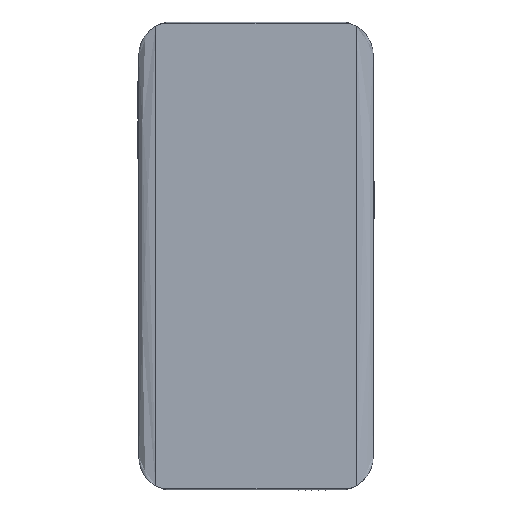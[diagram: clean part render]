
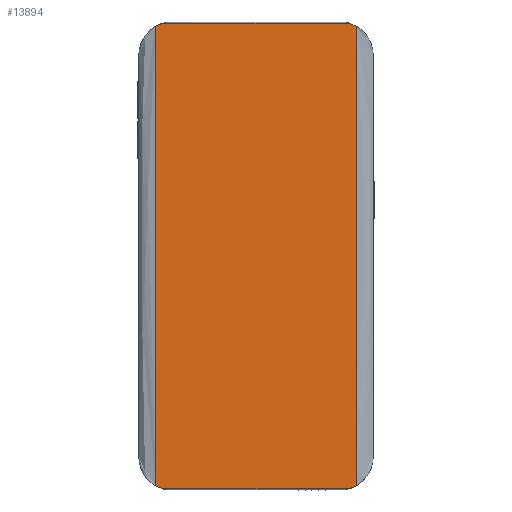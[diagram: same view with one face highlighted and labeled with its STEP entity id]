
A CAD part, top view. The second image highlights one B-rep face of the part: STEP entity #13894.
In plain terms, the highlighted planar face has unit normal (0, 0, 1).
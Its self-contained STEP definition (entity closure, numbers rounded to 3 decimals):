
#429 = DIRECTION ( 'NONE',  ( 1., 0., 0. ) ) ;
#559 = ORIENTED_EDGE ( 'NONE', *, *, #2409, .T. ) ;
#904 = CARTESIAN_POINT ( 'NONE',  ( 35., -69.585, 7. ) ) ;
#1078 = EDGE_CURVE ( 'NONE', #6773, #4845, #1794, .T. ) ;
#1289 = VECTOR ( 'NONE', #3291, 1000. ) ;
#1794 = LINE ( 'NONE', #6369, #1289 ) ;
#1830 = CARTESIAN_POINT ( 'NONE',  ( 25., -60., 7. ) ) ;
#1970 = CIRCLE ( 'NONE', #7171, 10. ) ;
#2409 = EDGE_CURVE ( 'NONE', #4150, #6865, #11207, .T. ) ;
#2472 = LINE ( 'NONE', #904, #8416 ) ;
#2520 = ORIENTED_EDGE ( 'NONE', *, *, #7782, .T. ) ;
#2830 = ORIENTED_EDGE ( 'NONE', *, *, #12930, .F. ) ;
#2889 = VECTOR ( 'NONE', #8800, 1000. ) ;
#2904 = DIRECTION ( 'NONE',  ( 1., 0., 0. ) ) ;
#2989 = DIRECTION ( 'NONE',  ( 0., 0., 1. ) ) ;
#3090 = CARTESIAN_POINT ( 'NONE',  ( -30., 68.66, 7. ) ) ;
#3268 = DIRECTION ( 'NONE',  ( 1., 0., 0. ) ) ;
#3291 = DIRECTION ( 'NONE',  ( 0., -1., 0. ) ) ;
#3547 = CARTESIAN_POINT ( 'NONE',  ( 25., 60., 7. ) ) ;
#3615 = CARTESIAN_POINT ( 'NONE',  ( -30., -68.66, 7. ) ) ;
#3928 = AXIS2_PLACEMENT_3D ( 'NONE', #5818, #4663, #9121 ) ;
#4145 = FACE_OUTER_BOUND ( 'NONE', #7258, .T. ) ;
#4150 = VERTEX_POINT ( 'NONE', #10986 ) ;
#4378 = AXIS2_PLACEMENT_3D ( 'NONE', #5160, #2989, #7235 ) ;
#4663 = DIRECTION ( 'NONE',  ( 0., 0., 1. ) ) ;
#4845 = VERTEX_POINT ( 'NONE', #5817 ) ;
#4956 = ORIENTED_EDGE ( 'NONE', *, *, #7096, .T. ) ;
#5026 = VECTOR ( 'NONE', #8379, 1000. ) ;
#5160 = CARTESIAN_POINT ( 'NONE',  ( 0., 0., 7. ) ) ;
#5644 = CIRCLE ( 'NONE', #11769, 10. ) ;
#5689 = VERTEX_POINT ( 'NONE', #3090 ) ;
#5817 = CARTESIAN_POINT ( 'NONE',  ( 30., -68.66, 7. ) ) ;
#5818 = CARTESIAN_POINT ( 'NONE',  ( -25., -60., 7. ) ) ;
#5926 = EDGE_CURVE ( 'NONE', #8894, #4845, #1970, .T. ) ;
#6071 = VERTEX_POINT ( 'NONE', #8598 ) ;
#6369 = CARTESIAN_POINT ( 'NONE',  ( 30., 70., 7. ) ) ;
#6539 = CARTESIAN_POINT ( 'NONE',  ( 27.851, -69.585, 7. ) ) ;
#6773 = VERTEX_POINT ( 'NONE', #13768 ) ;
#6865 = VERTEX_POINT ( 'NONE', #11002 ) ;
#7011 = EDGE_CURVE ( 'NONE', #6773, #4150, #13368, .T. ) ;
#7096 = EDGE_CURVE ( 'NONE', #8043, #6071, #9622, .T. ) ;
#7171 = AXIS2_PLACEMENT_3D ( 'NONE', #1830, #11501, #2904 ) ;
#7235 = DIRECTION ( 'NONE',  ( 1., 0., 0. ) ) ;
#7258 = EDGE_LOOP ( 'NONE', ( #2830, #11412, #10692, #10527, #559, #13098, #2520, #4956 ) ) ;
#7782 = EDGE_CURVE ( 'NONE', #5689, #8043, #10451, .T. ) ;
#8043 = VERTEX_POINT ( 'NONE', #3615 ) ;
#8073 = DIRECTION ( 'NONE',  ( 0., 0., 1. ) ) ;
#8349 = DIRECTION ( 'NONE',  ( -1., 0., 0. ) ) ;
#8379 = DIRECTION ( 'NONE',  ( 0., -1., 0. ) ) ;
#8416 = VECTOR ( 'NONE', #8349, 1000. ) ;
#8593 = CARTESIAN_POINT ( 'NONE',  ( -25., 60., 7. ) ) ;
#8598 = CARTESIAN_POINT ( 'NONE',  ( -27.851, -69.585, 7. ) ) ;
#8800 = DIRECTION ( 'NONE',  ( -1., 0., 0. ) ) ;
#8809 = EDGE_CURVE ( 'NONE', #6865, #5689, #5644, .T. ) ;
#8894 = VERTEX_POINT ( 'NONE', #6539 ) ;
#9121 = DIRECTION ( 'NONE',  ( 1., 0., 0. ) ) ;
#9622 = CIRCLE ( 'NONE', #3928, 10. ) ;
#9977 = CARTESIAN_POINT ( 'NONE',  ( 35., 69.585, 7. ) ) ;
#10451 = LINE ( 'NONE', #12735, #5026 ) ;
#10527 = ORIENTED_EDGE ( 'NONE', *, *, #7011, .T. ) ;
#10692 = ORIENTED_EDGE ( 'NONE', *, *, #1078, .F. ) ;
#10986 = CARTESIAN_POINT ( 'NONE',  ( 27.851, 69.585, 7. ) ) ;
#11002 = CARTESIAN_POINT ( 'NONE',  ( -27.851, 69.585, 7. ) ) ;
#11207 = LINE ( 'NONE', #9977, #2889 ) ;
#11301 = AXIS2_PLACEMENT_3D ( 'NONE', #3547, #8073, #429 ) ;
#11412 = ORIENTED_EDGE ( 'NONE', *, *, #5926, .T. ) ;
#11501 = DIRECTION ( 'NONE',  ( 0., 0., 1. ) ) ;
#11760 = PLANE ( 'NONE',  #4378 ) ;
#11769 = AXIS2_PLACEMENT_3D ( 'NONE', #8593, #12895, #3268 ) ;
#12735 = CARTESIAN_POINT ( 'NONE',  ( -30., 70., 7. ) ) ;
#12895 = DIRECTION ( 'NONE',  ( 0., 0., 1. ) ) ;
#12930 = EDGE_CURVE ( 'NONE', #8894, #6071, #2472, .T. ) ;
#13098 = ORIENTED_EDGE ( 'NONE', *, *, #8809, .T. ) ;
#13368 = CIRCLE ( 'NONE', #11301, 10. ) ;
#13768 = CARTESIAN_POINT ( 'NONE',  ( 30., 68.66, 7. ) ) ;
#13894 = ADVANCED_FACE ( 'NONE', ( #4145 ), #11760, .T. ) ;
